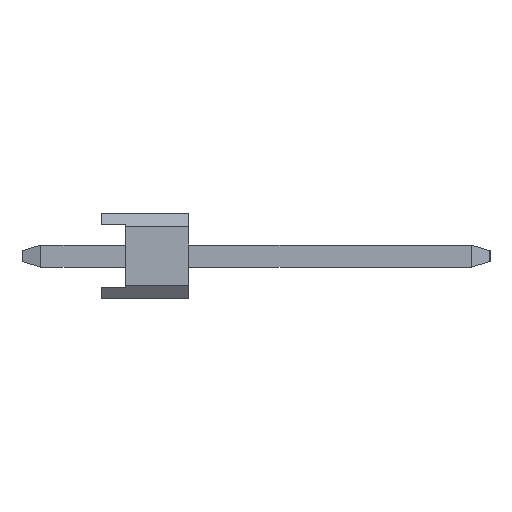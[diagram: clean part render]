
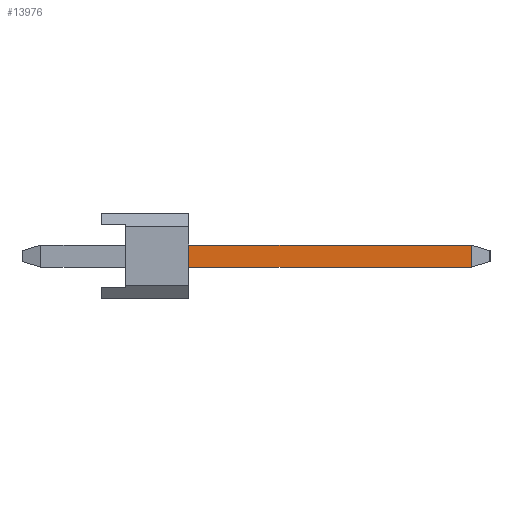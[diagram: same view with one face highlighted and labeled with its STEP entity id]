
A CAD part, left-side view. The second image highlights one B-rep face of the part: STEP entity #13976.
In plain terms, the highlighted planar face has unit normal (-1, 0, 0).
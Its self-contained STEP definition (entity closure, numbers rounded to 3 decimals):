
#8818=EDGE_CURVE('',#14724,#9146,#21136,.T.);
#9146=VERTEX_POINT('',#21501);
#11642=EDGE_CURVE('',#9146,#13220,#24292,.T.);
#12412=VERTEX_POINT('',#25125);
#13220=VERTEX_POINT('',#26004);
#13602=EDGE_CURVE('',#12412,#14724,#26424,.T.);
#13976=ADVANCED_FACE('',(#26831),#26832,.T.);
#14724=VERTEX_POINT('',#27651);
#14928=EDGE_CURVE('',#13220,#12412,#27877,.T.);
#21136=LINE('',#35788,#35789);
#21501=CARTESIAN_POINT('',(-48.58,-2.54,-0.32));
#24292=LINE('',#40292,#40293);
#25125=CARTESIAN_POINT('',(-48.58,-10.744,0.32));
#26004=CARTESIAN_POINT('',(-48.58,-2.54,0.32));
#26424=LINE('',#43408,#43409);
#26831=FACE_OUTER_BOUND('',#44006,.T.);
#26832=PLANE('',#44007);
#27651=CARTESIAN_POINT('',(-48.58,-10.744,-0.32));
#27877=LINE('',#45533,#45534);
#35788=CARTESIAN_POINT('',(-48.58,1.764,-0.32));
#35789=VECTOR('',#53806,1.0);
#40292=CARTESIAN_POINT('',(-48.58,-2.54,0.252));
#40293=VECTOR('',#57352,1.0);
#43408=CARTESIAN_POINT('',(-48.58,-10.744,0.5));
#43409=VECTOR('',#59278,1.0);
#44006=EDGE_LOOP('',(#59651,#59652,#59653,#59654));
#44007=AXIS2_PLACEMENT_3D('',#59655,#59656,#59657);
#45533=CARTESIAN_POINT('',(-48.58,-4.49,0.32));
#45534=VECTOR('',#60668,1.0);
#53806=DIRECTION('',(0.,1.0,0.));
#57352=DIRECTION('',(0.,0.,1.0));
#59278=DIRECTION('',(0.0,0.,-1.0));
#59651=ORIENTED_EDGE('',*,*,#11642,.F.);
#59652=ORIENTED_EDGE('',*,*,#8818,.F.);
#59653=ORIENTED_EDGE('',*,*,#13602,.F.);
#59654=ORIENTED_EDGE('',*,*,#14928,.F.);
#59655=CARTESIAN_POINT('',(-48.58,1.764,0.5));
#59656=DIRECTION('',(-1.0,0.,0.));
#59657=DIRECTION('',(0.,1.0,0.));
#60668=DIRECTION('',(0.,-1.0,0.));
